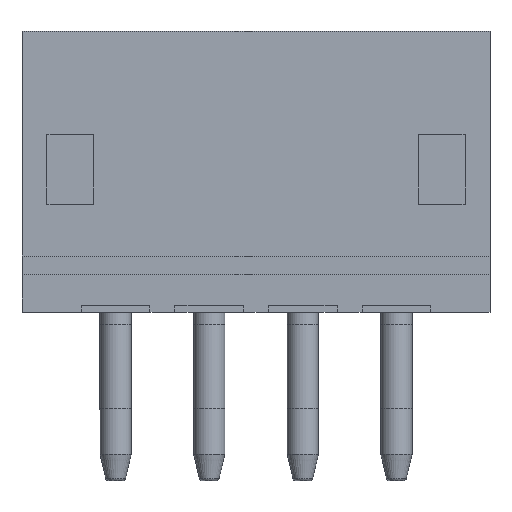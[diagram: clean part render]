
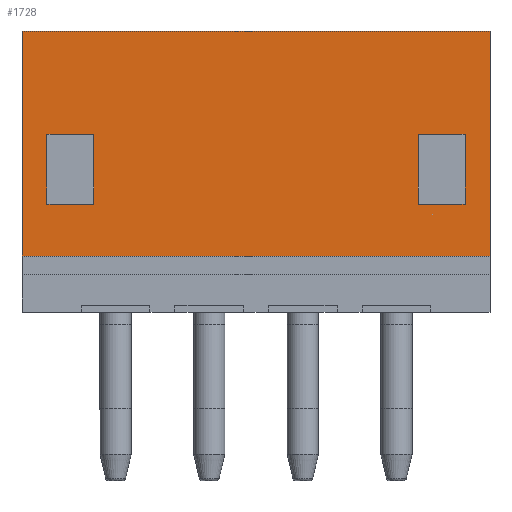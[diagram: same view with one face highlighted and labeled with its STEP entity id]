
A CAD part, front view. The second image highlights one B-rep face of the part: STEP entity #1728.
In plain terms, the highlighted planar face has unit normal (0, -1, 0).
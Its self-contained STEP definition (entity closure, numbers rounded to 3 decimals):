
#150=LINE('',#2621,#358);
#151=LINE('',#2624,#359);
#152=LINE('',#2626,#360);
#153=LINE('',#2628,#361);
#154=LINE('',#2629,#362);
#155=LINE('',#2632,#363);
#156=LINE('',#2634,#364);
#157=LINE('',#2636,#365);
#158=LINE('',#2637,#366);
#159=LINE('',#2640,#367);
#160=LINE('',#2642,#368);
#161=LINE('',#2644,#369);
#358=VECTOR('',#2091,1000.);
#359=VECTOR('',#2092,1000.);
#360=VECTOR('',#2093,1000.);
#361=VECTOR('',#2094,1000.);
#362=VECTOR('',#2095,1000.);
#363=VECTOR('',#2096,1000.);
#364=VECTOR('',#2097,1000.);
#365=VECTOR('',#2098,1000.);
#366=VECTOR('',#2099,1000.);
#367=VECTOR('',#2100,1000.);
#368=VECTOR('',#2101,1000.);
#369=VECTOR('',#2102,1000.);
#584=ORIENTED_EDGE('',*,*,#1042,.T.);
#585=ORIENTED_EDGE('',*,*,#1043,.T.);
#586=ORIENTED_EDGE('',*,*,#1044,.T.);
#587=ORIENTED_EDGE('',*,*,#1045,.T.);
#588=ORIENTED_EDGE('',*,*,#1046,.T.);
#589=ORIENTED_EDGE('',*,*,#1047,.T.);
#590=ORIENTED_EDGE('',*,*,#1048,.T.);
#591=ORIENTED_EDGE('',*,*,#1049,.T.);
#592=ORIENTED_EDGE('',*,*,#1050,.F.);
#593=ORIENTED_EDGE('',*,*,#1051,.T.);
#594=ORIENTED_EDGE('',*,*,#1052,.T.);
#595=ORIENTED_EDGE('',*,*,#1053,.T.);
#1042=EDGE_CURVE('',#1266,#1267,#150,.T.);
#1043=EDGE_CURVE('',#1267,#1268,#151,.T.);
#1044=EDGE_CURVE('',#1268,#1269,#152,.T.);
#1045=EDGE_CURVE('',#1269,#1266,#153,.T.);
#1046=EDGE_CURVE('',#1270,#1271,#154,.T.);
#1047=EDGE_CURVE('',#1271,#1272,#155,.T.);
#1048=EDGE_CURVE('',#1272,#1273,#156,.T.);
#1049=EDGE_CURVE('',#1273,#1270,#157,.T.);
#1050=EDGE_CURVE('',#1274,#1275,#158,.T.);
#1051=EDGE_CURVE('',#1274,#1276,#159,.T.);
#1052=EDGE_CURVE('',#1276,#1277,#160,.T.);
#1053=EDGE_CURVE('',#1277,#1275,#161,.T.);
#1266=VERTEX_POINT('',#2622);
#1267=VERTEX_POINT('',#2623);
#1268=VERTEX_POINT('',#2625);
#1269=VERTEX_POINT('',#2627);
#1270=VERTEX_POINT('',#2630);
#1271=VERTEX_POINT('',#2631);
#1272=VERTEX_POINT('',#2633);
#1273=VERTEX_POINT('',#2635);
#1274=VERTEX_POINT('',#2638);
#1275=VERTEX_POINT('',#2639);
#1276=VERTEX_POINT('',#2641);
#1277=VERTEX_POINT('',#2643);
#1398=EDGE_LOOP('',(#584,#585,#586,#587));
#1399=EDGE_LOOP('',(#588,#589,#590,#591));
#1400=EDGE_LOOP('',(#592,#593,#594,#595));
#1528=FACE_BOUND('',#1398,.T.);
#1529=FACE_BOUND('',#1399,.T.);
#1530=FACE_BOUND('',#1400,.T.);
#1650=PLANE('',#1872);
#1728=ADVANCED_FACE('',(#1528,#1529,#1530),#1650,.T.);
#1872=AXIS2_PLACEMENT_3D('',#2620,#2089,#2090);
#2089=DIRECTION('',(0.,-1.,0.));
#2090=DIRECTION('',(0.,0.,-1.));
#2091=DIRECTION('',(0.,0.,1.));
#2092=DIRECTION('',(1.,0.,0.));
#2093=DIRECTION('',(0.,0.,-1.));
#2094=DIRECTION('',(-1.,0.,0.));
#2095=DIRECTION('',(-1.,0.,0.));
#2096=DIRECTION('',(0.,0.,1.));
#2097=DIRECTION('',(1.,0.,0.));
#2098=DIRECTION('',(0.,0.,-1.));
#2099=DIRECTION('',(0.,0.,1.));
#2100=DIRECTION('',(1.,0.,0.));
#2101=DIRECTION('',(0.,0.,1.));
#2102=DIRECTION('',(-1.,0.,0.));
#2620=CARTESIAN_POINT('',(3.75,-1.75,-2.25));
#2621=CARTESIAN_POINT('',(-3.35,-1.75,-0.52));
#2622=CARTESIAN_POINT('',(-3.35,-1.75,-0.52));
#2623=CARTESIAN_POINT('',(-3.35,-1.75,0.6));
#2624=CARTESIAN_POINT('',(-3.35,-1.75,0.6));
#2625=CARTESIAN_POINT('',(-2.6,-1.75,0.6));
#2626=CARTESIAN_POINT('',(-2.6,-1.75,0.6));
#2627=CARTESIAN_POINT('',(-2.6,-1.75,-0.52));
#2628=CARTESIAN_POINT('',(-2.6,-1.75,-0.52));
#2629=CARTESIAN_POINT('',(3.35,-1.75,-0.52));
#2630=CARTESIAN_POINT('',(3.35,-1.75,-0.52));
#2631=CARTESIAN_POINT('',(2.6,-1.75,-0.52));
#2632=CARTESIAN_POINT('',(2.6,-1.75,-0.52));
#2633=CARTESIAN_POINT('',(2.6,-1.75,0.6));
#2634=CARTESIAN_POINT('',(2.6,-1.75,0.6));
#2635=CARTESIAN_POINT('',(3.35,-1.75,0.6));
#2636=CARTESIAN_POINT('',(3.35,-1.75,0.6));
#2637=CARTESIAN_POINT('',(-3.75,-1.75,-2.25));
#2638=CARTESIAN_POINT('',(-3.75,-1.75,-1.35));
#2639=CARTESIAN_POINT('',(-3.75,-1.75,2.25));
#2640=CARTESIAN_POINT('',(-5.671,-1.75,-1.35));
#2641=CARTESIAN_POINT('',(3.75,-1.75,-1.35));
#2642=CARTESIAN_POINT('',(3.75,-1.75,-2.25));
#2643=CARTESIAN_POINT('',(3.75,-1.75,2.25));
#2644=CARTESIAN_POINT('',(3.75,-1.75,2.25));
